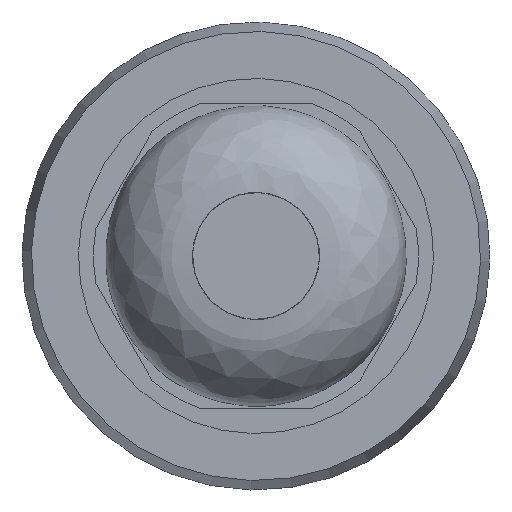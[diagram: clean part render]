
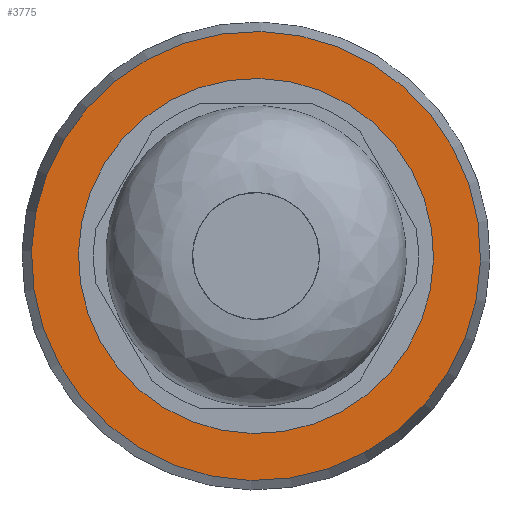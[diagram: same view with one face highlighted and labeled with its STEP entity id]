
A CAD part, left-side view. The second image highlights one B-rep face of the part: STEP entity #3775.
In plain terms, the highlighted face is planar.
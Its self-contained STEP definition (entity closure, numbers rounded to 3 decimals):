
#111=FACE_BOUND('',#1312,.T.);
#222=PLANE('',#4325);
#1049=FACE_OUTER_BOUND('',#1311,.T.);
#1311=EDGE_LOOP('',(#3536));
#1312=EDGE_LOOP('',(#3537));
#1561=CIRCLE('',#4310,7.);
#1568=CIRCLE('',#4324,8.85);
#1910=VERTEX_POINT('',#7136);
#1917=VERTEX_POINT('',#7157);
#2450=EDGE_CURVE('',#1910,#1910,#1561,.T.);
#2457=EDGE_CURVE('',#1917,#1917,#1568,.T.);
#3536=ORIENTED_EDGE('',*,*,#2457,.T.);
#3537=ORIENTED_EDGE('',*,*,#2450,.F.);
#3775=ADVANCED_FACE('',(#1049,#111),#222,.T.);
#4310=AXIS2_PLACEMENT_3D('',#7137,#5519,#5520);
#4324=AXIS2_PLACEMENT_3D('',#7158,#5547,#5548);
#4325=AXIS2_PLACEMENT_3D('',#7159,#5549,#5550);
#5519=DIRECTION('center_axis',(1.,0.,0.));
#5520=DIRECTION('ref_axis',(0.,0.,-1.));
#5547=DIRECTION('center_axis',(1.,0.,0.));
#5548=DIRECTION('ref_axis',(0.,0.,-1.));
#5549=DIRECTION('center_axis',(1.,0.,0.));
#5550=DIRECTION('ref_axis',(0.,0.,-1.));
#7136=CARTESIAN_POINT('',(0.,7.,0.));
#7137=CARTESIAN_POINT('Origin',(0.,0.,0.));
#7157=CARTESIAN_POINT('',(0.,8.85,0.));
#7158=CARTESIAN_POINT('Origin',(0.,0.,0.));
#7159=CARTESIAN_POINT('Origin',(0.,7.,0.));
